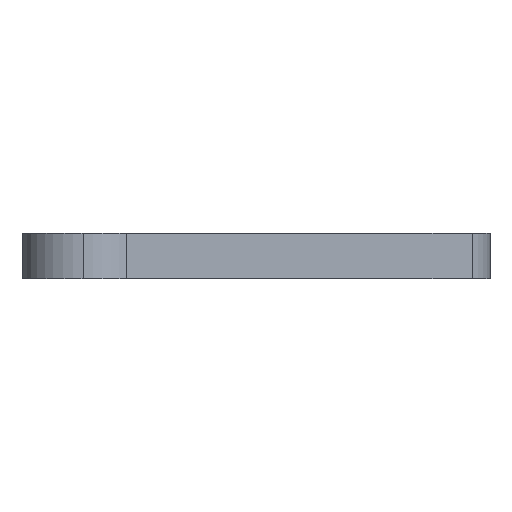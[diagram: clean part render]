
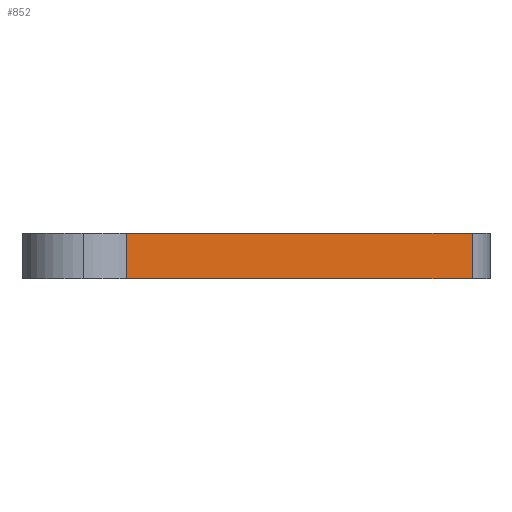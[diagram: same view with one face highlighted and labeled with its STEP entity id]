
A CAD part, left-side view. The second image highlights one B-rep face of the part: STEP entity #852.
In plain terms, the highlighted planar face has unit normal (-0.707, -0.707, 0).
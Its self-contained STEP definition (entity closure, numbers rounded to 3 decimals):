
#12 = VECTOR ( 'NONE', #399, 1000. ) ;
#27 = LINE ( 'NONE', #246, #637 ) ;
#61 = VERTEX_POINT ( 'NONE', #387 ) ;
#92 = VECTOR ( 'NONE', #599, 1000. ) ;
#158 = ORIENTED_EDGE ( 'NONE', *, *, #540, .T. ) ;
#201 = LINE ( 'NONE', #429, #12 ) ;
#202 = DIRECTION ( 'NONE',  ( 0.707, -0.707, 0. ) ) ;
#204 = PLANE ( 'NONE',  #330 ) ;
#216 = VECTOR ( 'NONE', #314, 1000. ) ;
#246 = CARTESIAN_POINT ( 'NONE',  ( -25.456, 19.799, 0. ) ) ;
#276 = CARTESIAN_POINT ( 'NONE',  ( -25.456, 19.799, 3. ) ) ;
#277 = ORIENTED_EDGE ( 'NONE', *, *, #374, .F. ) ;
#279 = CARTESIAN_POINT ( 'NONE',  ( -25.456, 19.799, 3. ) ) ;
#307 = ORIENTED_EDGE ( 'NONE', *, *, #736, .T. ) ;
#314 = DIRECTION ( 'NONE',  ( 0.707, -0.707, 0. ) ) ;
#318 = CARTESIAN_POINT ( 'NONE',  ( -25.456, 19.799, 3. ) ) ;
#330 = AXIS2_PLACEMENT_3D ( 'NONE', #279, #939, #444 ) ;
#374 = EDGE_CURVE ( 'NONE', #892, #61, #667, .T. ) ;
#387 = CARTESIAN_POINT ( 'NONE',  ( -2.828, -2.828, 3. ) ) ;
#399 = DIRECTION ( 'NONE',  ( 0., 0., 1. ) ) ;
#427 = LINE ( 'NONE', #276, #92 ) ;
#429 = CARTESIAN_POINT ( 'NONE',  ( -2.828, -2.828, 3. ) ) ;
#444 = DIRECTION ( 'NONE',  ( -0.707, 0.707, 0. ) ) ;
#518 = ORIENTED_EDGE ( 'NONE', *, *, #802, .T. ) ;
#540 = EDGE_CURVE ( 'NONE', #1041, #61, #201, .T. ) ;
#599 = DIRECTION ( 'NONE',  ( 0., 0., -1. ) ) ;
#610 = CARTESIAN_POINT ( 'NONE',  ( -25.456, 19.799, 3. ) ) ;
#637 = VECTOR ( 'NONE', #202, 1000. ) ;
#667 = LINE ( 'NONE', #318, #216 ) ;
#699 = FACE_OUTER_BOUND ( 'NONE', #985, .T. ) ;
#736 = EDGE_CURVE ( 'NONE', #921, #1041, #27, .T. ) ;
#783 = CARTESIAN_POINT ( 'NONE',  ( -25.456, 19.799, 0. ) ) ;
#802 = EDGE_CURVE ( 'NONE', #892, #921, #427, .T. ) ;
#852 = ADVANCED_FACE ( 'NONE', ( #699 ), #204, .F. ) ;
#892 = VERTEX_POINT ( 'NONE', #610 ) ;
#921 = VERTEX_POINT ( 'NONE', #783 ) ;
#939 = DIRECTION ( 'NONE',  ( 0.707, 0.707, 0. ) ) ;
#965 = CARTESIAN_POINT ( 'NONE',  ( -2.828, -2.828, 0. ) ) ;
#985 = EDGE_LOOP ( 'NONE', ( #307, #158, #277, #518 ) ) ;
#1041 = VERTEX_POINT ( 'NONE', #965 ) ;
